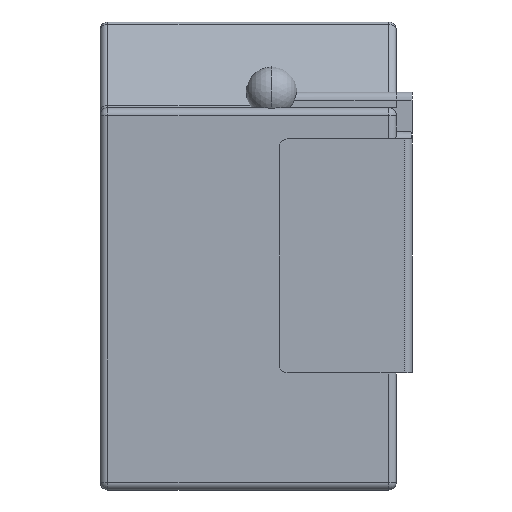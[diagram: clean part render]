
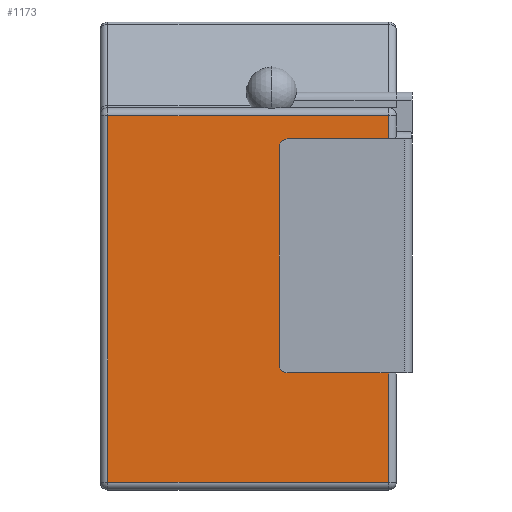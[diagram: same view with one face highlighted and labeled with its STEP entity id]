
A CAD part, left-side view. The second image highlights one B-rep face of the part: STEP entity #1173.
In plain terms, the highlighted planar face has unit normal (-1, 0, 0).
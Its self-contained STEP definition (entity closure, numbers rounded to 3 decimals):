
#14 = DIRECTION ( 'NONE',  ( 0., 0., -1. ) ) ;
#26 = CARTESIAN_POINT ( 'NONE',  ( -1.5, 0.15, -1.5 ) ) ;
#80 = DIRECTION ( 'NONE',  ( 0., -1., 0. ) ) ;
#106 = CARTESIAN_POINT ( 'NONE',  ( -1.5, 0.85, 0.75 ) ) ;
#151 = ORIENTED_EDGE ( 'NONE', *, *, #3479, .T. ) ;
#173 = AXIS2_PLACEMENT_3D ( 'NONE', #3929, #2319, #722 ) ;
#220 = DIRECTION ( 'NONE',  ( 0., 0., -1. ) ) ;
#255 = ORIENTED_EDGE ( 'NONE', *, *, #1499, .T. ) ;
#314 = VECTOR ( 'NONE', #1317, 1000. ) ;
#335 = VERTEX_POINT ( 'NONE', #2476 ) ;
#384 = DIRECTION ( 'NONE',  ( 0., 0., 1. ) ) ;
#559 = EDGE_CURVE ( 'NONE', #3521, #2221, #1125, .T. ) ;
#563 = ORIENTED_EDGE ( 'NONE', *, *, #2805, .F. ) ;
#572 = LINE ( 'NONE', #4178, #314 ) ;
#585 = CARTESIAN_POINT ( 'NONE',  ( -1.5, 0.15, -1.45 ) ) ;
#610 = VECTOR ( 'NONE', #810, 1000. ) ;
#643 = VERTEX_POINT ( 'NONE', #823 ) ;
#707 = PLANE ( 'NONE',  #173 ) ;
#722 = DIRECTION ( 'NONE',  ( 0., 0., -1. ) ) ;
#790 = CARTESIAN_POINT ( 'NONE',  ( -1.5, 0.15, 0.75 ) ) ;
#810 = DIRECTION ( 'NONE',  ( 0., -1., 0. ) ) ;
#823 = CARTESIAN_POINT ( 'NONE',  ( -1.5, 1.95, 0.9 ) ) ;
#850 = AXIS2_PLACEMENT_3D ( 'NONE', #1924, #2849, #1250 ) ;
#1000 = CARTESIAN_POINT ( 'NONE',  ( -1.5, 0.85, -0.75 ) ) ;
#1075 = LINE ( 'NONE', #3938, #2568 ) ;
#1125 = LINE ( 'NONE', #106, #610 ) ;
#1126 = ORIENTED_EDGE ( 'NONE', *, *, #559, .T. ) ;
#1173 = ADVANCED_FACE ( 'NONE', ( #2972 ), #707, .F. ) ;
#1208 = CARTESIAN_POINT ( 'NONE',  ( -1.5, 1.95, -1.45 ) ) ;
#1238 = VECTOR ( 'NONE', #3470, 1000. ) ;
#1250 = DIRECTION ( 'NONE',  ( 0., 0., -1. ) ) ;
#1317 = DIRECTION ( 'NONE',  ( 0., 0., 1. ) ) ;
#1345 = CIRCLE ( 'NONE', #3171, 0.05 ) ;
#1359 = ORIENTED_EDGE ( 'NONE', *, *, #3824, .F. ) ;
#1499 = EDGE_CURVE ( 'NONE', #3996, #643, #2324, .T. ) ;
#1500 = VECTOR ( 'NONE', #2440, 1000. ) ;
#1541 = CARTESIAN_POINT ( 'NONE',  ( -1.5, 2., 0.9 ) ) ;
#1820 = ORIENTED_EDGE ( 'NONE', *, *, #2051, .T. ) ;
#1828 = LINE ( 'NONE', #1000, #2920 ) ;
#1924 = CARTESIAN_POINT ( 'NONE',  ( -1.5, 0.8, 0.7 ) ) ;
#1962 = CARTESIAN_POINT ( 'NONE',  ( -1.5, 0.8, -0.75 ) ) ;
#1980 = LINE ( 'NONE', #2360, #1238 ) ;
#2020 = CARTESIAN_POINT ( 'NONE',  ( -1.5, 0.15, 0.9 ) ) ;
#2051 = EDGE_CURVE ( 'NONE', #4142, #3100, #1345, .T. ) ;
#2077 = VERTEX_POINT ( 'NONE', #1208 ) ;
#2131 = CARTESIAN_POINT ( 'NONE',  ( -1.5, 0.8, -0.7 ) ) ;
#2187 = CARTESIAN_POINT ( 'NONE',  ( -1.5, 0.8, 0.75 ) ) ;
#2221 = VERTEX_POINT ( 'NONE', #790 ) ;
#2304 = VERTEX_POINT ( 'NONE', #585 ) ;
#2319 = DIRECTION ( 'NONE',  ( 1., 0., 0. ) ) ;
#2324 = LINE ( 'NONE', #1541, #1500 ) ;
#2345 = EDGE_CURVE ( 'NONE', #2221, #3996, #2844, .T. ) ;
#2360 = CARTESIAN_POINT ( 'NONE',  ( -1.5, 0.85, -0.75 ) ) ;
#2367 = VERTEX_POINT ( 'NONE', #3230 ) ;
#2396 = EDGE_CURVE ( 'NONE', #643, #2077, #3898, .T. ) ;
#2440 = DIRECTION ( 'NONE',  ( 0., 1., 0. ) ) ;
#2467 = CIRCLE ( 'NONE', #850, 0.05 ) ;
#2476 = CARTESIAN_POINT ( 'NONE',  ( -1.5, 0.15, -0.75 ) ) ;
#2507 = ORIENTED_EDGE ( 'NONE', *, *, #2396, .T. ) ;
#2568 = VECTOR ( 'NONE', #80, 1000. ) ;
#2588 = EDGE_LOOP ( 'NONE', ( #2979, #3441, #1359, #1820, #563, #151, #1126, #3125, #255, #2507 ) ) ;
#2746 = VECTOR ( 'NONE', #14, 1000. ) ;
#2805 = EDGE_CURVE ( 'NONE', #2367, #3100, #1980, .T. ) ;
#2844 = LINE ( 'NONE', #26, #3509 ) ;
#2849 = DIRECTION ( 'NONE',  ( 1., 0., 0. ) ) ;
#2920 = VECTOR ( 'NONE', #3252, 1000. ) ;
#2927 = EDGE_CURVE ( 'NONE', #2304, #335, #572, .T. ) ;
#2972 = FACE_OUTER_BOUND ( 'NONE', #2588, .T. ) ;
#2979 = ORIENTED_EDGE ( 'NONE', *, *, #2991, .T. ) ;
#2991 = EDGE_CURVE ( 'NONE', #2077, #2304, #1075, .T. ) ;
#3100 = VERTEX_POINT ( 'NONE', #3715 ) ;
#3109 = DIRECTION ( 'NONE',  ( 1., 0., 0. ) ) ;
#3125 = ORIENTED_EDGE ( 'NONE', *, *, #2345, .T. ) ;
#3171 = AXIS2_PLACEMENT_3D ( 'NONE', #2131, #3109, #220 ) ;
#3230 = CARTESIAN_POINT ( 'NONE',  ( -1.5, 0.85, 0.7 ) ) ;
#3252 = DIRECTION ( 'NONE',  ( 0., -1., 0. ) ) ;
#3441 = ORIENTED_EDGE ( 'NONE', *, *, #2927, .T. ) ;
#3470 = DIRECTION ( 'NONE',  ( 0., 0., -1. ) ) ;
#3479 = EDGE_CURVE ( 'NONE', #2367, #3521, #2467, .T. ) ;
#3509 = VECTOR ( 'NONE', #384, 1000. ) ;
#3521 = VERTEX_POINT ( 'NONE', #2187 ) ;
#3594 = CARTESIAN_POINT ( 'NONE',  ( -1.5, 1.95, -1.5 ) ) ;
#3715 = CARTESIAN_POINT ( 'NONE',  ( -1.5, 0.85, -0.7 ) ) ;
#3824 = EDGE_CURVE ( 'NONE', #4142, #335, #1828, .T. ) ;
#3898 = LINE ( 'NONE', #3594, #2746 ) ;
#3929 = CARTESIAN_POINT ( 'NONE',  ( -1.5, 2., -1.5 ) ) ;
#3938 = CARTESIAN_POINT ( 'NONE',  ( -1.5, 2., -1.45 ) ) ;
#3996 = VERTEX_POINT ( 'NONE', #2020 ) ;
#4142 = VERTEX_POINT ( 'NONE', #1962 ) ;
#4178 = CARTESIAN_POINT ( 'NONE',  ( -1.5, 0.15, -1.5 ) ) ;
